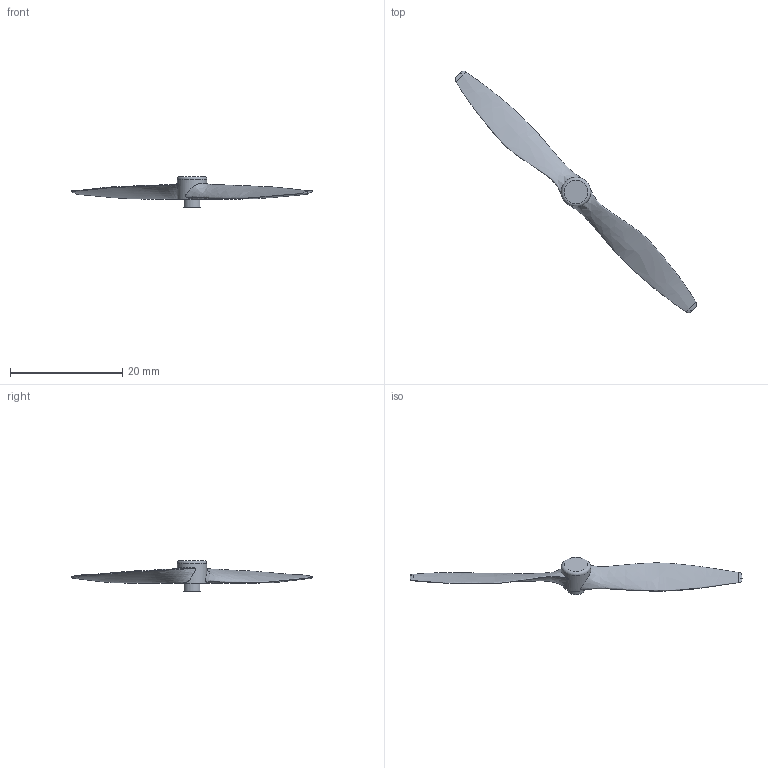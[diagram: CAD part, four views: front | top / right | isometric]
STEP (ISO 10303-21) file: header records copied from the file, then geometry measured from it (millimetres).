
FILE_DESCRIPTION(/* description */ (''),/* implementation_level */ '2;1');
FILE_NAME(/* name */ 'PROPELLER-CCW_59mm..stp',/* time_stamp */ '2015-07-26T22:24:20+09:00',/* author */ (''),/* organization */ (''),/* preprocessor_version */ 'ST-DEVELOPER v15',/* originating_system */ 'SIEMENS PLM Software NX 9.0',/* authorisation */ '');
FILE_SCHEMA (('AP203_CONFIGURATION_CONTROLLED_3D_DESIGN_OF_MECHANICAL_PARTS_AND_ASSEMBLIES_MIM_LF { 1 0 10303 403 2 1 2}'));
Length unit declared in the file: millimetre
Products named in the file (1): marc341812283jsl
Bounding box: 42.98 x 43 x 5.5 mm (x, y, z)
Volume: 288 mm3; surface area: 676.9 mm2
Topology: 1 solids, 1 shells, 16 faces, 56 edges, 36 vertices
Faces by surface type: bspline 8, plane 4, cylinder 3, torus 1
Full cylindrical faces by diameter (mm): 1 x1, 3 x1
Entity records: 8458 total; most frequent: CARTESIAN_POINT 8039, ORIENTED_EDGE 84, EDGE_CURVE 42, B_SPLINE_CURVE_WITH_KNOTS 36, VERTEX_POINT 34, DIRECTION 30, EDGE_LOOP 22, ADVANCED_FACE 16
